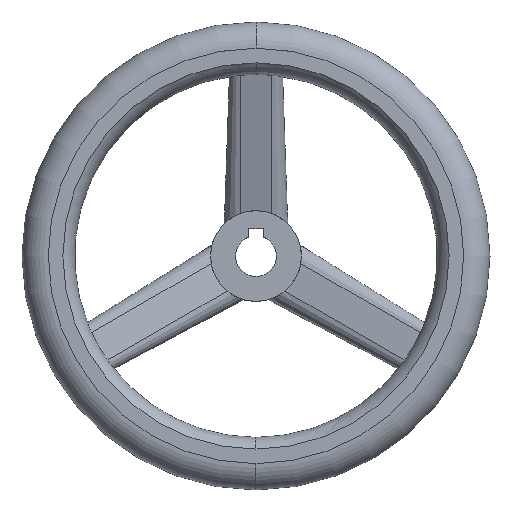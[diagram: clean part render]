
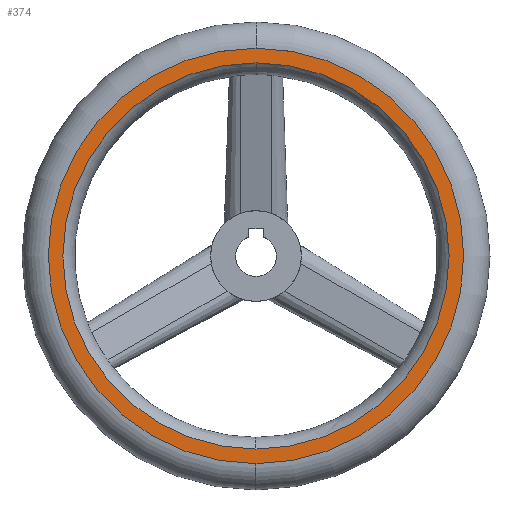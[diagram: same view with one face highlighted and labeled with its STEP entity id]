
A CAD part, top view. The second image highlights one B-rep face of the part: STEP entity #374.
In plain terms, the highlighted planar face has unit normal (0, 0, 1).
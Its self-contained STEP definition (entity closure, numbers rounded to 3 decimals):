
#240=VERTEX_POINT('',#669);
#252=EDGE_CURVE('',#480,#532,#681,.T.);
#272=VERTEX_POINT('',#701);
#374=ADVANCED_FACE('',(#819,#820),#821,.F.);
#462=VERTEX_POINT('',#918);
#480=VERTEX_POINT('',#937);
#498=EDGE_CURVE('',#240,#272,#955,.T.);
#502=EDGE_CURVE('',#532,#480,#959,.T.);
#526=EDGE_CURVE('',#272,#462,#986,.T.);
#532=VERTEX_POINT('',#992);
#618=EDGE_CURVE('',#462,#240,#1085,.T.);
#669=CARTESIAN_POINT('',(-66.025,0.,38.5));
#681=CIRCLE('',#1173,71.0);
#701=CARTESIAN_POINT('',(0.,-66.025,38.5));
#819=FACE_BOUND('',#1465,.T.);
#820=FACE_OUTER_BOUND('',#1466,.T.);
#821=PLANE('',#1467);
#918=CARTESIAN_POINT('',(0.,66.025,38.5));
#937=CARTESIAN_POINT('',(0.,-71.,38.5));
#955=CIRCLE('',#1751,66.025);
#959=CIRCLE('',#1757,71.0);
#986=CIRCLE('',#1819,66.025);
#992=CARTESIAN_POINT('',(0.,71.0,38.5));
#1085=CIRCLE('',#2022,66.025);
#1173=AXIS2_PLACEMENT_3D('',#2078,#2079,#2080);
#1465=EDGE_LOOP('',(#2265,#2266,#2267));
#1466=EDGE_LOOP('',(#2268,#2269));
#1467=AXIS2_PLACEMENT_3D('',#2270,#2271,#2272);
#1751=AXIS2_PLACEMENT_3D('',#2410,#2411,#2412);
#1757=AXIS2_PLACEMENT_3D('',#2416,#2417,#2418);
#1819=AXIS2_PLACEMENT_3D('',#2450,#2451,#2452);
#2022=AXIS2_PLACEMENT_3D('',#2540,#2541,#2542);
#2078=CARTESIAN_POINT('',(0.,0.,38.5));
#2079=DIRECTION('',(0.,0.,1.0));
#2080=DIRECTION('',(0.,1.0,0.));
#2265=ORIENTED_EDGE('',*,*,#498,.F.);
#2266=ORIENTED_EDGE('',*,*,#618,.F.);
#2267=ORIENTED_EDGE('',*,*,#526,.F.);
#2268=ORIENTED_EDGE('',*,*,#502,.T.);
#2269=ORIENTED_EDGE('',*,*,#252,.T.);
#2270=CARTESIAN_POINT('',(0.,66.5,38.5));
#2271=DIRECTION('',(0.,0.,-1.0));
#2272=DIRECTION('',(0.,-1.0,0.));
#2410=CARTESIAN_POINT('',(0.,0.,38.5));
#2411=DIRECTION('',(0.,0.,1.0));
#2412=DIRECTION('',(1.0,0.0,0.));
#2416=CARTESIAN_POINT('',(0.,0.,38.5));
#2417=DIRECTION('',(0.,0.,1.0));
#2418=DIRECTION('',(0.,1.0,0.));
#2450=CARTESIAN_POINT('',(0.,0.,38.5));
#2451=DIRECTION('',(0.,0.,1.0));
#2452=DIRECTION('',(1.0,0.0,0.));
#2540=CARTESIAN_POINT('',(0.,0.,38.5));
#2541=DIRECTION('',(0.,0.,1.0));
#2542=DIRECTION('',(1.0,0.0,0.));
